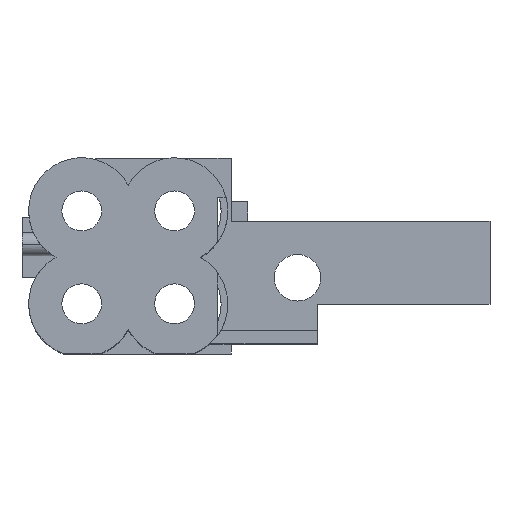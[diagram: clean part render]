
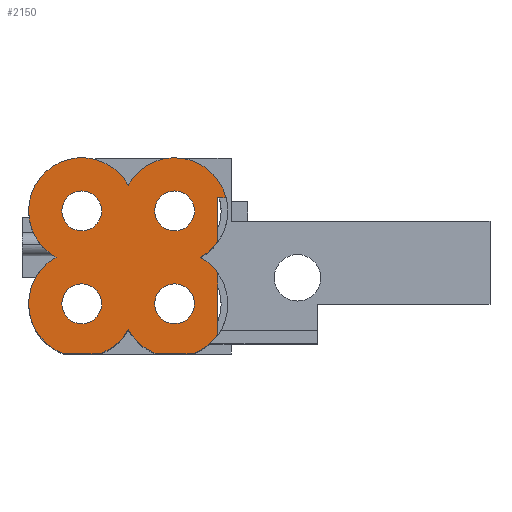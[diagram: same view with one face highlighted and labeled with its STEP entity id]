
A CAD part, top view. The second image highlights one B-rep face of the part: STEP entity #2150.
In plain terms, the highlighted planar face has unit normal (0, 0, 1).
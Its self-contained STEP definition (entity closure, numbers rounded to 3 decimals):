
#1064=CARTESIAN_POINT('POINT73',(-20.,-7.873,
   -18.));
#1065=VERTEX_POINT('VERTEX73',#1064);
#1072=CARTESIAN_POINT('POINT74',(-24.216,-11.5,
   -18.));
#1073=VERTEX_POINT('VERTEX74',#1072);
#1074=CARTESIAN_POINT('POS109',(-27.,-4.,-18.));
#1075=DIRECTION('DIR165',(0.,0.,-1.));
#1076=DIRECTION('DIR166',(1.,0.,0.));
#1077=AXIS2_PLACEMENT_3D('AXIS57',#1074,#1075,#1076);
#1078=CIRCLE('ELLIPSE30',#1077,8.);
#1079=EDGE_CURVE('EDGE94',#1073,#1065,#1078,.F.);
#1119=CARTESIAN_POINT('POINT76',(-15.784,-11.5,
   -18.));
#1120=VERTEX_POINT('VERTEX76',#1119);
#1121=CARTESIAN_POINT('POS115',(-13.,-4.,-18.));
#1122=DIRECTION('DIR175',(0.,0.,-1.));
#1123=DIRECTION('DIR176',(1.,0.,0.));
#1124=AXIS2_PLACEMENT_3D('AXIS61',#1121,#1122,#1123);
#1125=CIRCLE('ELLIPSE32',#1124,8.);
#1126=EDGE_CURVE('EDGE98',#1120,#1065,#1125,.T.);
#1251=CARTESIAN_POINT('POINT86',(-6.5,-8.664,
   -18.));
#1252=VERTEX_POINT('VERTEX86',#1251);
#1259=CARTESIAN_POINT('POINT87',(-10.216,-11.5,
   -18.));
#1260=VERTEX_POINT('VERTEX87',#1259);
#1261=CARTESIAN_POINT('POS131',(-13.,-4.,-18.));
#1262=DIRECTION('DIR200',(0.,0.,-1.));
#1263=DIRECTION('DIR201',(1.,0.,0.));
#1264=AXIS2_PLACEMENT_3D('AXIS70',#1261,#1262,#1263);
#1265=CIRCLE('ELLIPSE38',#1264,8.);
#1266=EDGE_CURVE('EDGE112',#1252,#1260,#1265,.T.);
#1954=CARTESIAN_POINT('POINT132',(-20.,13.873,
   -18.));
#1955=VERTEX_POINT('VERTEX132',#1954);
#1962=CARTESIAN_POINT('POINT133',(-5.254,12.,
   -18.));
#1963=VERTEX_POINT('VERTEX133',#1962);
#1964=CARTESIAN_POINT('POS194',(-13.,10.,-18.));
#1965=DIRECTION('DIR290',(0.,0.,-1.));
#1966=DIRECTION('DIR291',(1.,0.,0.));
#1967=AXIS2_PLACEMENT_3D('AXIS97',#1964,#1965,#1966);
#1968=CIRCLE('ELLIPSE52',#1967,8.);
#1969=EDGE_CURVE('EDGE173',#1963,#1955,#1968,.F.);
#1981=CARTESIAN_POINT('POINT134',(-24.,10.,-18.));
#1982=VERTEX_POINT('VERTEX134',#1981);
#1983=CARTESIAN_POINT('POINT135',(-30.,10.,-18.));
#1984=VERTEX_POINT('VERTEX135',#1983);
#1985=CARTESIAN_POINT('POS196',(-27.,10.,-18.));
#1986=DIRECTION('DIR293',(0.,0.,-1.));
#1987=DIRECTION('DIR294',(-1.,0.,0.));
#1988=AXIS2_PLACEMENT_3D('AXIS98',#1985,#1986,#1987);
#1989=CIRCLE('ELLIPSE53',#1988,3.);
#1990=EDGE_CURVE('EDGE175',#1982,#1984,#1989,.T.);
#1991=ORIENTED_EDGE('COEDGE257',*,*,#1990,.T.);
#1992=CARTESIAN_POINT('POS197',(-27.,10.,-18.));
#1993=DIRECTION('DIR295',(0.,0.,-1.));
#1994=DIRECTION('DIR296',(-1.,0.,0.));
#1995=AXIS2_PLACEMENT_3D('AXIS99',#1992,#1993,#1994);
#1996=CIRCLE('ELLIPSE54',#1995,3.);
#1997=EDGE_CURVE('EDGE176',#1984,#1982,#1996,.T.);
#1998=ORIENTED_EDGE('COEDGE258',*,*,#1997,.T.);
#1999=EDGE_LOOP('NONE',(#1991,#1998));
#2000=FACE_BOUND('LOOP1',#1999,.T.);
#2001=CARTESIAN_POINT('POINT136',(-24.,-4.,-18.));
#2002=VERTEX_POINT('VERTEX136',#2001);
#2003=CARTESIAN_POINT('POINT137',(-30.,-4.,-18.));
#2004=VERTEX_POINT('VERTEX137',#2003);
#2005=CARTESIAN_POINT('POS198',(-27.,-4.,-18.));
#2006=DIRECTION('DIR297',(0.,0.,-1.));
#2007=DIRECTION('DIR298',(-1.,0.,0.));
#2008=AXIS2_PLACEMENT_3D('AXIS100',#2005,#2006,#2007);
#2009=CIRCLE('ELLIPSE55',#2008,3.);
#2010=EDGE_CURVE('EDGE177',#2002,#2004,#2009,.T.);
#2011=ORIENTED_EDGE('COEDGE259',*,*,#2010,.T.);
#2012=CARTESIAN_POINT('POS199',(-27.,-4.,-18.));
#2013=DIRECTION('DIR299',(0.,0.,-1.));
#2014=DIRECTION('DIR300',(-1.,0.,0.));
#2015=AXIS2_PLACEMENT_3D('AXIS101',#2012,#2013,#2014);
#2016=CIRCLE('ELLIPSE56',#2015,3.);
#2017=EDGE_CURVE('EDGE178',#2004,#2002,#2016,.T.);
#2018=ORIENTED_EDGE('COEDGE260',*,*,#2017,.T.);
#2019=EDGE_LOOP('NONE',(#2011,#2018));
#2020=FACE_BOUND('LOOP1',#2019,.T.);
#2021=CARTESIAN_POINT('POINT138',(-10.,10.,-18.));
#2022=VERTEX_POINT('VERTEX138',#2021);
#2023=CARTESIAN_POINT('POINT139',(-16.,10.,-18.));
#2024=VERTEX_POINT('VERTEX139',#2023);
#2025=CARTESIAN_POINT('POS200',(-13.,10.,-18.));
#2026=DIRECTION('DIR301',(0.,0.,-1.));
#2027=DIRECTION('DIR302',(-1.,0.,0.));
#2028=AXIS2_PLACEMENT_3D('AXIS102',#2025,#2026,#2027);
#2029=CIRCLE('ELLIPSE57',#2028,3.);
#2030=EDGE_CURVE('EDGE179',#2022,#2024,#2029,.T.);
#2031=ORIENTED_EDGE('COEDGE261',*,*,#2030,.T.);
#2032=CARTESIAN_POINT('POS201',(-13.,10.,-18.));
#2033=DIRECTION('DIR303',(0.,0.,-1.));
#2034=DIRECTION('DIR304',(-1.,0.,0.));
#2035=AXIS2_PLACEMENT_3D('AXIS103',#2032,#2033,#2034);
#2036=CIRCLE('ELLIPSE58',#2035,3.);
#2037=EDGE_CURVE('EDGE180',#2024,#2022,#2036,.T.);
#2038=ORIENTED_EDGE('COEDGE262',*,*,#2037,.T.);
#2039=EDGE_LOOP('NONE',(#2031,#2038));
#2040=FACE_BOUND('LOOP1',#2039,.T.);
#2041=CARTESIAN_POINT('POINT140',(-10.,-4.,-18.));
#2042=VERTEX_POINT('VERTEX140',#2041);
#2043=CARTESIAN_POINT('POINT141',(-16.,-4.,-18.));
#2044=VERTEX_POINT('VERTEX141',#2043);
#2045=CARTESIAN_POINT('POS202',(-13.,-4.,-18.));
#2046=DIRECTION('DIR305',(0.,0.,-1.));
#2047=DIRECTION('DIR306',(-1.,0.,0.));
#2048=AXIS2_PLACEMENT_3D('AXIS104',#2045,#2046,#2047);
#2049=CIRCLE('ELLIPSE59',#2048,3.);
#2050=EDGE_CURVE('EDGE181',#2042,#2044,#2049,.T.);
#2051=ORIENTED_EDGE('COEDGE263',*,*,#2050,.T.);
#2052=CARTESIAN_POINT('POS203',(-13.,-4.,-18.));
#2053=DIRECTION('DIR307',(0.,0.,-1.));
#2054=DIRECTION('DIR308',(-1.,0.,0.));
#2055=AXIS2_PLACEMENT_3D('AXIS105',#2052,#2053,#2054);
#2056=CIRCLE('ELLIPSE60',#2055,3.);
#2057=EDGE_CURVE('EDGE182',#2044,#2042,#2056,.T.);
#2058=ORIENTED_EDGE('COEDGE264',*,*,#2057,.T.);
#2059=EDGE_LOOP('NONE',(#2051,#2058));
#2060=FACE_BOUND('LOOP1',#2059,.T.);
#2061=ORIENTED_EDGE('COEDGE265',*,*,#1266,.F.);
#2062=CARTESIAN_POINT('POINT142',(-6.5,0.664,
   -18.));
#2063=VERTEX_POINT('VERTEX142',#2062);
#2064=CARTESIAN_POINT('POS204',(-6.5,4.25,-18.));
#2065=DIRECTION('DIR309',(0.,-1.,0.));
#2066=VECTOR('VEC99',#2065,1.);
#2067=LINE('STRAIGHT99',#2064,#2066);
#2068=EDGE_CURVE('EDGE183',#2063,#1252,#2067,.T.);
#2069=ORIENTED_EDGE('COEDGE266',*,*,#2068,.F.);
#2070=CARTESIAN_POINT('POINT143',(-9.127,3.,
   -18.));
#2071=VERTEX_POINT('VERTEX143',#2070);
#2072=CARTESIAN_POINT('POS205',(-13.,-4.,-18.));
#2073=DIRECTION('DIR310',(0.,0.,-1.));
#2074=DIRECTION('DIR311',(1.,0.,0.));
#2075=AXIS2_PLACEMENT_3D('AXIS106',#2072,#2073,#2074);
#2076=CIRCLE('ELLIPSE61',#2075,8.);
#2077=EDGE_CURVE('EDGE184',#2071,#2063,#2076,.T.);
#2078=ORIENTED_EDGE('COEDGE267',*,*,#2077,.F.);
#2079=CARTESIAN_POINT('POINT144',(-6.5,5.336,
   -18.));
#2080=VERTEX_POINT('VERTEX144',#2079);
#2081=CARTESIAN_POINT('POS206',(-13.,10.,-18.));
#2082=DIRECTION('DIR312',(0.,0.,-1.));
#2083=DIRECTION('DIR313',(1.,0.,0.));
#2084=AXIS2_PLACEMENT_3D('AXIS107',#2081,#2082,#2083);
#2085=CIRCLE('ELLIPSE62',#2084,8.);
#2086=EDGE_CURVE('EDGE185',#2071,#2080,#2085,.F.);
#2087=ORIENTED_EDGE('COEDGE268',*,*,#2086,.T.);
#2088=CARTESIAN_POINT('POINT145',(-6.5,12.,-18.));
#2089=VERTEX_POINT('VERTEX145',#2088);
#2090=CARTESIAN_POINT('POS207',(-6.5,4.25,-18.));
#2091=DIRECTION('DIR314',(0.,-1.,0.));
#2092=VECTOR('VEC100',#2091,1.);
#2093=LINE('STRAIGHT100',#2090,#2092);
#2094=EDGE_CURVE('EDGE186',#2089,#2080,#2093,.T.);
#2095=ORIENTED_EDGE('COEDGE269',*,*,#2094,.F.);
#2096=CARTESIAN_POINT('POS208',(-3.25,12.,-18.));
#2097=DIRECTION('DIR315',(1.,0.,0.));
#2098=VECTOR('VEC101',#2097,1.);
#2099=LINE('STRAIGHT101',#2096,#2098);
#2100=EDGE_CURVE('EDGE187',#2089,#1963,#2099,.T.);
#2101=ORIENTED_EDGE('COEDGE270',*,*,#2100,.T.);
#2102=ORIENTED_EDGE('COEDGE271',*,*,#1969,.T.);
#2103=CARTESIAN_POINT('POINT146',(-35.,10.,-18.));
#2104=VERTEX_POINT('VERTEX146',#2103);
#2105=CARTESIAN_POINT('POS209',(-27.,10.,-18.));
#2106=DIRECTION('DIR316',(0.,0.,-1.));
#2107=DIRECTION('DIR317',(1.,0.,0.));
#2108=AXIS2_PLACEMENT_3D('AXIS108',#2105,#2106,#2107);
#2109=CIRCLE('ELLIPSE63',#2108,8.);
#2110=EDGE_CURVE('EDGE188',#1955,#2104,#2109,.F.);
#2111=ORIENTED_EDGE('COEDGE272',*,*,#2110,.T.);
#2112=CARTESIAN_POINT('POINT147',(-30.873,3.,
   -18.));
#2113=VERTEX_POINT('VERTEX147',#2112);
#2114=EDGE_CURVE('EDGE189',#2104,#2113,#2109,.F.);
#2115=ORIENTED_EDGE('COEDGE273',*,*,#2114,.T.);
#2116=CARTESIAN_POINT('POINT148',(-35.,-4.,-18.));
#2117=VERTEX_POINT('VERTEX148',#2116);
#2118=CARTESIAN_POINT('POS210',(-27.,-4.,-18.));
#2119=DIRECTION('DIR318',(0.,0.,-1.));
#2120=DIRECTION('DIR319',(1.,0.,0.));
#2121=AXIS2_PLACEMENT_3D('AXIS109',#2118,#2119,#2120);
#2122=CIRCLE('ELLIPSE64',#2121,8.);
#2123=EDGE_CURVE('EDGE190',#2113,#2117,#2122,.F.);
#2124=ORIENTED_EDGE('COEDGE274',*,*,#2123,.T.);
#2125=CARTESIAN_POINT('POINT149',(-29.784,-11.5,
   -18.));
#2126=VERTEX_POINT('VERTEX149',#2125);
#2127=EDGE_CURVE('EDGE191',#2117,#2126,#2122,.F.);
#2128=ORIENTED_EDGE('COEDGE275',*,*,#2127,.T.);
#2129=CARTESIAN_POINT('POS211',(0.,-11.5,-18.));
#2130=DIRECTION('DIR320',(1.,0.,0.));
#2131=VECTOR('VEC102',#2130,1.);
#2132=LINE('STRAIGHT102',#2129,#2131);
#2133=EDGE_CURVE('EDGE192',#1073,#2126,#2132,.F.);
#2134=ORIENTED_EDGE('COEDGE276',*,*,#2133,.F.);
#2135=ORIENTED_EDGE('COEDGE277',*,*,#1079,.T.);
#2136=ORIENTED_EDGE('COEDGE278',*,*,#1126,.F.);
#2137=CARTESIAN_POINT('POS212',(0.,-11.5,-18.));
#2138=DIRECTION('DIR321',(1.,0.,0.));
#2139=VECTOR('VEC103',#2138,1.);
#2140=LINE('STRAIGHT103',#2137,#2139);
#2141=EDGE_CURVE('EDGE193',#1260,#1120,#2140,.F.);
#2142=ORIENTED_EDGE('COEDGE279',*,*,#2141,.F.);
#2143=EDGE_LOOP('NONE',(#2061,#2069,#2078,#2087,#2095,#2101,#2102,#2111,
   #2115,#2124,#2128,#2134,#2135,#2136,#2142));
#2144=FACE_BOUND('LOOP1',#2143,.T.);
#2145=CARTESIAN_POINT('POS213',(0.,0.,-18.));
#2146=DIRECTION('DIR322',(0.,0.,-1.));
#2147=DIRECTION('DIR323',(1.,0.,0.));
#2148=AXIS2_PLACEMENT_3D('AXIS110',#2145,#2146,#2147);
#2149=PLANE('PLANE28',#2148);
#2150=ADVANCED_FACE('FACE54',(#2000,#2020,#2040,#2060,#2144),#2149,.F.);
